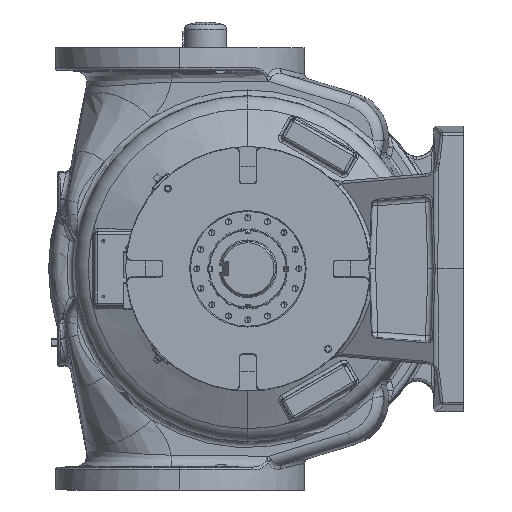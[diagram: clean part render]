
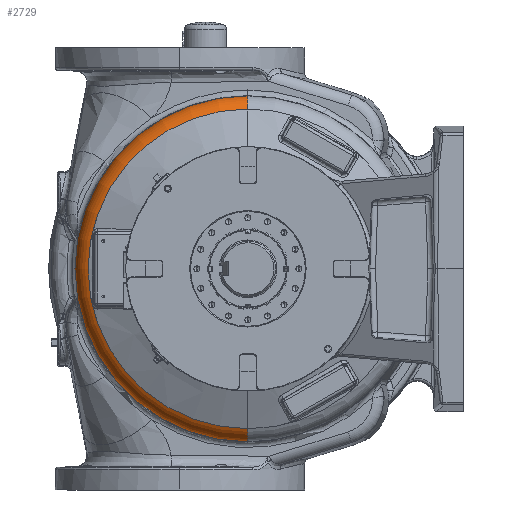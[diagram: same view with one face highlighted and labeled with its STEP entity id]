
A CAD part, left-side view. The second image highlights one B-rep face of the part: STEP entity #2729.
In plain terms, the highlighted toroidal (fillet/blend) face has major radius 168.275 mm and minor radius 25.4 mm.
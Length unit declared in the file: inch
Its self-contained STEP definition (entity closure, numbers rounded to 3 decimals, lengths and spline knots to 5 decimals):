
#1150 = AXIS2_PLACEMENT_3D ( 'NONE', #139720, #35189, #156096 ) ;
#2729 = ADVANCED_FACE ( 'Defeatured_0_1941', ( #157243 ), #138427, .T. ) ;
#20501 = VERTEX_POINT ( 'NONE', #149077 ) ;
#34520 = CARTESIAN_POINT ( 'NONE',  ( -8.90191, 0., -6.625 ) ) ;
#35189 = DIRECTION ( 'NONE',  ( -1., 0., 0. ) ) ;
#39421 = CARTESIAN_POINT ( 'NONE',  ( -8.90191, 0., 6.625 ) ) ;
#49670 = CARTESIAN_POINT ( 'NONE',  ( -9.80821, 0., -7.04762 ) ) ;
#64936 = AXIS2_PLACEMENT_3D ( 'NONE', #70994, #176720, #159051 ) ;
#70994 = CARTESIAN_POINT ( 'NONE',  ( -9.80821, 0., 0. ) ) ;
#72328 = CARTESIAN_POINT ( 'NONE',  ( -8.90191, 0., 0. ) ) ;
#73647 = DIRECTION ( 'NONE',  ( 0., 0., 1. ) ) ;
#82216 = VERTEX_POINT ( 'NONE', #91980 ) ;
#87437 = VERTEX_POINT ( 'NONE', #180003 ) ;
#91980 = CARTESIAN_POINT ( 'NONE',  ( -8.90191, 0., 7.625 ) ) ;
#105367 = ORIENTED_EDGE ( 'NONE', *, *, #174579, .T. ) ;
#107460 = DIRECTION ( 'NONE',  ( 0., 0., 1. ) ) ;
#107756 = CIRCLE ( 'NONE', #1150, 7.625 ) ;
#117560 = EDGE_CURVE ( 'NONE', #82216, #87437, #163828, .T. ) ;
#121938 = DIRECTION ( 'NONE',  ( 0., 1., 0. ) ) ;
#134571 = EDGE_CURVE ( 'Defeatured_0_1940+Defeatured_0_1941+Defeatured_0_2064+Defeatured_0_2051', #87437, #178125, #160346, .T. ) ;
#136657 = ORIENTED_EDGE ( 'NONE', *, *, #117560, .F. ) ;
#138427 = TOROIDAL_SURFACE ( 'NONE', #163557, 6.625, 1. ) ;
#139720 = CARTESIAN_POINT ( 'NONE',  ( -8.90191, 0., 0. ) ) ;
#144620 = DIRECTION ( 'NONE',  ( 0., 0., -1. ) ) ;
#149077 = CARTESIAN_POINT ( 'NONE',  ( -8.90191, 0., -7.625 ) ) ;
#150120 = AXIS2_PLACEMENT_3D ( 'NONE', #39421, #189997, #144620 ) ;
#156096 = DIRECTION ( 'NONE',  ( 0., 0., 1. ) ) ;
#157243 = FACE_OUTER_BOUND ( 'NONE', #161479, .T. ) ;
#159051 = DIRECTION ( 'NONE',  ( 0., 0., 1. ) ) ;
#160346 = CIRCLE ( 'NONE', #64936, 7.04762 ) ;
#161479 = EDGE_LOOP ( 'NONE', ( #184507, #105367, #168409, #136657 ) ) ;
#163557 = AXIS2_PLACEMENT_3D ( 'NONE', #72328, #193262, #73647 ) ;
#163828 = CIRCLE ( 'NONE', #150120, 1. ) ;
#168409 = ORIENTED_EDGE ( 'NONE', *, *, #134571, .F. ) ;
#174579 = EDGE_CURVE ( 'NONE', #20501, #178125, #189757, .T. ) ;
#176720 = DIRECTION ( 'NONE',  ( -1., 0., 0. ) ) ;
#178125 = VERTEX_POINT ( 'NONE', #49670 ) ;
#180003 = CARTESIAN_POINT ( 'NONE',  ( -9.80821, 0., 7.04762 ) ) ;
#184507 = ORIENTED_EDGE ( 'NONE', *, *, #186246, .T. ) ;
#186246 = EDGE_CURVE ( 'Defeatured_0_1941+Defeatured_0_1939+Defeatured_0_2063+Defeatured_0_2050', #82216, #20501, #107756, .T. ) ;
#189757 = CIRCLE ( 'NONE', #190662, 1. ) ;
#189997 = DIRECTION ( 'NONE',  ( 0., -1., 0. ) ) ;
#190662 = AXIS2_PLACEMENT_3D ( 'NONE', #34520, #121938, #107460 ) ;
#193262 = DIRECTION ( 'NONE',  ( -1., 0., 0. ) ) ;
